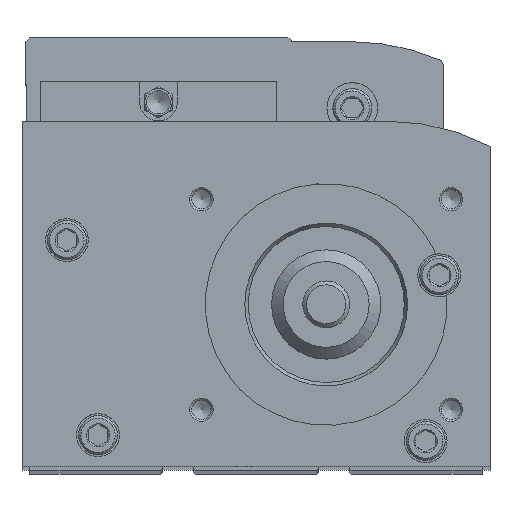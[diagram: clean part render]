
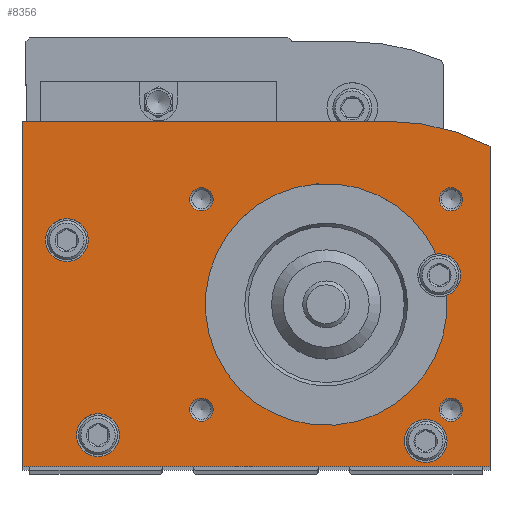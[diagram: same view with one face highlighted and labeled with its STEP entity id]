
A CAD part, top view. The second image highlights one B-rep face of the part: STEP entity #8356.
In plain terms, the highlighted face is planar.
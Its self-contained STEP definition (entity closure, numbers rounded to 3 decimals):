
#518=CIRCLE('',#10383,31.);
#521=CIRCLE('',#10387,57.);
#523=CIRCLE('',#10394,3.);
#524=CIRCLE('',#10395,3.);
#525=CIRCLE('',#10396,3.);
#526=CIRCLE('',#10397,3.);
#527=CIRCLE('',#10398,5.5);
#528=CIRCLE('',#10399,5.5);
#529=CIRCLE('',#10400,5.5);
#530=CIRCLE('',#10401,5.5);
#1699=ORIENTED_EDGE('',*,*,#3521,.T.);
#1700=ORIENTED_EDGE('',*,*,#3522,.T.);
#1701=ORIENTED_EDGE('',*,*,#3523,.T.);
#1702=ORIENTED_EDGE('',*,*,#3524,.T.);
#1703=ORIENTED_EDGE('',*,*,#3525,.F.);
#1704=ORIENTED_EDGE('',*,*,#3526,.F.);
#1705=ORIENTED_EDGE('',*,*,#3527,.F.);
#1706=ORIENTED_EDGE('',*,*,#3501,.F.);
#1707=ORIENTED_EDGE('',*,*,#3528,.F.);
#1708=ORIENTED_EDGE('',*,*,#3507,.F.);
#1709=ORIENTED_EDGE('',*,*,#3520,.F.);
#1710=ORIENTED_EDGE('',*,*,#3516,.F.);
#1711=ORIENTED_EDGE('',*,*,#3513,.F.);
#1712=ORIENTED_EDGE('',*,*,#3510,.F.);
#3501=EDGE_CURVE('',#4488,#4489,#518,.T.);
#3507=EDGE_CURVE('',#4494,#4495,#521,.T.);
#3510=EDGE_CURVE('',#4495,#4497,#5310,.T.);
#3513=EDGE_CURVE('',#4497,#4499,#5313,.T.);
#3516=EDGE_CURVE('',#4499,#4501,#5316,.T.);
#3520=EDGE_CURVE('',#4501,#4494,#5319,.T.);
#3521=EDGE_CURVE('',#4503,#4503,#523,.T.);
#3522=EDGE_CURVE('',#4504,#4504,#524,.T.);
#3523=EDGE_CURVE('',#4505,#4505,#525,.T.);
#3524=EDGE_CURVE('',#4506,#4506,#526,.T.);
#3525=EDGE_CURVE('',#4507,#4507,#527,.T.);
#3526=EDGE_CURVE('',#4508,#4508,#528,.T.);
#3527=EDGE_CURVE('',#4489,#4488,#529,.T.);
#3528=EDGE_CURVE('',#4509,#4509,#530,.T.);
#4488=VERTEX_POINT('',#14612);
#4489=VERTEX_POINT('',#14613);
#4494=VERTEX_POINT('',#14624);
#4495=VERTEX_POINT('',#14626);
#4497=VERTEX_POINT('',#14632);
#4499=VERTEX_POINT('',#14638);
#4501=VERTEX_POINT('',#14644);
#4503=VERTEX_POINT('',#14653);
#4504=VERTEX_POINT('',#14655);
#4505=VERTEX_POINT('',#14657);
#4506=VERTEX_POINT('',#14659);
#4507=VERTEX_POINT('',#14661);
#4508=VERTEX_POINT('',#14663);
#4509=VERTEX_POINT('',#14666);
#5310=LINE('',#14631,#5980);
#5313=LINE('',#14637,#5983);
#5316=LINE('',#14643,#5986);
#5319=LINE('',#14650,#5989);
#5980=VECTOR('',#11937,1000.);
#5983=VECTOR('',#11942,1000.);
#5986=VECTOR('',#11947,1000.);
#5989=VECTOR('',#11954,1000.);
#6500=EDGE_LOOP('',(#1699));
#6501=EDGE_LOOP('',(#1700));
#6502=EDGE_LOOP('',(#1701));
#6503=EDGE_LOOP('',(#1702));
#6504=EDGE_LOOP('',(#1703));
#6505=EDGE_LOOP('',(#1704));
#6506=EDGE_LOOP('',(#1705,#1706));
#6507=EDGE_LOOP('',(#1707));
#6508=EDGE_LOOP('',(#1708,#1709,#1710,#1711,#1712));
#7270=FACE_BOUND('',#6500,.T.);
#7271=FACE_BOUND('',#6501,.T.);
#7272=FACE_BOUND('',#6502,.T.);
#7273=FACE_BOUND('',#6503,.T.);
#7274=FACE_BOUND('',#6504,.T.);
#7275=FACE_BOUND('',#6505,.T.);
#7276=FACE_BOUND('',#6506,.T.);
#7277=FACE_BOUND('',#6507,.T.);
#7278=FACE_BOUND('',#6508,.T.);
#7975=PLANE('',#10393);
#8356=ADVANCED_FACE('',(#7270,#7271,#7272,#7273,#7274,#7275,#7276,#7277,
#7278),#7975,.F.);
#10383=AXIS2_PLACEMENT_3D('',#14611,#11920,#11921);
#10387=AXIS2_PLACEMENT_3D('',#14625,#11931,#11932);
#10393=AXIS2_PLACEMENT_3D('',#14651,#11955,#11956);
#10394=AXIS2_PLACEMENT_3D('',#14652,#11957,#11958);
#10395=AXIS2_PLACEMENT_3D('',#14654,#11959,#11960);
#10396=AXIS2_PLACEMENT_3D('',#14656,#11961,#11962);
#10397=AXIS2_PLACEMENT_3D('',#14658,#11963,#11964);
#10398=AXIS2_PLACEMENT_3D('',#14660,#11965,#11966);
#10399=AXIS2_PLACEMENT_3D('',#14662,#11967,#11968);
#10400=AXIS2_PLACEMENT_3D('',#14664,#11969,#11970);
#10401=AXIS2_PLACEMENT_3D('',#14665,#11971,#11972);
#11920=DIRECTION('',(0.,0.,-1.));
#11921=DIRECTION('',(-1.,0.,0.));
#11931=DIRECTION('',(0.,0.,1.));
#11932=DIRECTION('',(1.,0.,0.));
#11937=DIRECTION('',(0.,-1.,0.));
#11942=DIRECTION('',(1.,0.,0.));
#11947=DIRECTION('',(0.,1.,0.));
#11954=DIRECTION('',(-1.,0.,0.));
#11955=DIRECTION('',(0.,0.,1.));
#11956=DIRECTION('',(1.,0.,0.));
#11957=DIRECTION('',(0.,0.,1.));
#11958=DIRECTION('',(1.,0.,0.));
#11959=DIRECTION('',(0.,0.,1.));
#11960=DIRECTION('',(1.,0.,0.));
#11961=DIRECTION('',(0.,0.,1.));
#11962=DIRECTION('',(1.,0.,0.));
#11963=DIRECTION('',(0.,0.,1.));
#11964=DIRECTION('',(1.,0.,0.));
#11965=DIRECTION('',(0.,0.,-1.));
#11966=DIRECTION('',(-1.,0.,0.));
#11967=DIRECTION('',(0.,0.,-1.));
#11968=DIRECTION('',(-1.,0.,0.));
#11969=DIRECTION('',(0.,0.,-1.));
#11970=DIRECTION('',(-1.,0.,0.));
#11971=DIRECTION('',(0.,0.,-1.));
#11972=DIRECTION('',(-1.,0.,0.));
#14611=CARTESIAN_POINT('',(42.,41.5,-33.));
#14612=CARTESIAN_POINT('',(13.829,54.437,-33.));
#14613=CARTESIAN_POINT('',(11.089,43.843,-33.));
#14624=CARTESIAN_POINT('',(26.3,88.5,-33.));
#14625=CARTESIAN_POINT('',(26.3,31.5,-33.));
#14626=CARTESIAN_POINT('',(0.,82.07,-33.));
#14631=CARTESIAN_POINT('',(0.,82.07,-33.));
#14632=CARTESIAN_POINT('',(0.,0.,-33.));
#14637=CARTESIAN_POINT('',(0.,0.,-33.));
#14638=CARTESIAN_POINT('',(120.,0.,-33.));
#14643=CARTESIAN_POINT('',(120.,0.,-33.));
#14644=CARTESIAN_POINT('',(120.,88.5,-33.));
#14650=CARTESIAN_POINT('',(120.,88.5,-33.));
#14651=CARTESIAN_POINT('',(26.3,31.5,-33.));
#14652=CARTESIAN_POINT('',(10.,14.5,-33.));
#14653=CARTESIAN_POINT('',(13.,14.5,-33.));
#14654=CARTESIAN_POINT('',(74.,68.5,-33.));
#14655=CARTESIAN_POINT('',(77.,68.5,-33.));
#14656=CARTESIAN_POINT('',(10.,68.5,-33.));
#14657=CARTESIAN_POINT('',(13.,68.5,-33.));
#14658=CARTESIAN_POINT('',(74.,14.5,-33.));
#14659=CARTESIAN_POINT('',(77.,14.5,-33.));
#14660=CARTESIAN_POINT('',(16.5,6.5,-33.));
#14661=CARTESIAN_POINT('',(11.,6.5,-33.));
#14662=CARTESIAN_POINT('',(108.5,58.,-33.));
#14663=CARTESIAN_POINT('',(103.,58.,-33.));
#14664=CARTESIAN_POINT('',(13.,49.,-33.));
#14665=CARTESIAN_POINT('',(100.5,8.,-33.));
#14666=CARTESIAN_POINT('',(95.,8.,-33.));
